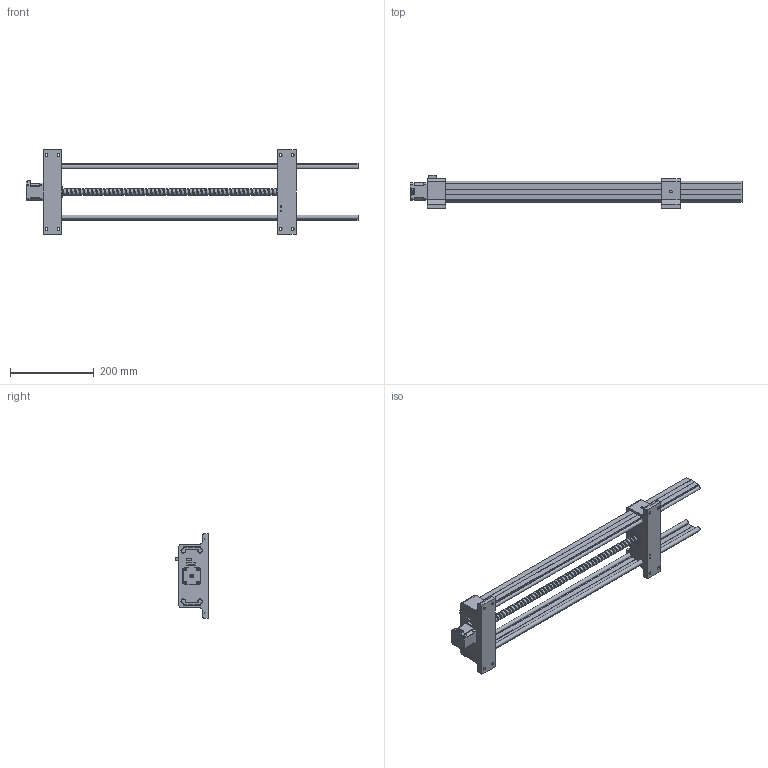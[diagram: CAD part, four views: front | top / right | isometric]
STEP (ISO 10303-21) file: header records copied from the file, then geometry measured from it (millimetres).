
FILE_DESCRIPTION(/* description */ ('','CAx-IF Rec.Pracs.---Representation and Presentation of Product Manufacturing Information (PMI)---4.0---2014-10-13'),/* implementation_level */ '2;1');
FILE_NAME(/* name */ 'X.stp',/* time_stamp */ '2022-06-02T08:29:21+02:00',/* author */ ('mikoma'),/* organization */ (''),/* preprocessor_version */ 'ST-DEVELOPER v18',/* originating_system */ 'Autodesk Inventor 2020',/* authorisation */ '');
FILE_SCHEMA (('AP242_MANAGED_MODEL_BASED_3D_ENGINEERING_MIM_LF { 1 0 10303 442 1 1 4 }'));
Length unit declared in the file: millimetre
Products named in the file (11): Y; Y_motor_mount; WS_10_40_X; Y_motor_mount_1; Nema17 Stepper Motor; Cartesian1_BallScrew; Cartesian2_BallBearing_25x37x7; Cartesian1_12_12_Clutch; X_end_floating_cup; Connector_female; Stop_sw
Assembly tree (11 placements, depth 2):
  Y
    Y_motor_mount
    WS_10_40_X  x2
    Y_motor_mount_1
    Nema17 Stepper Motor
    Cartesian1_BallScrew
    Cartesian2_BallBearing_25x37x7
    Cartesian1_12_12_Clutch
    X_end_floating_cup
    Connector_female
    Stop_sw
Bounding box: 790.5 x 78.5 x 201 mm (x, y, z)
Volume: 1528977.4 mm3; surface area: 385908.8 mm2
Topology: 11 solids, 11 shells, 649 faces, 2009 edges, 1654 vertices
Faces by surface type: plane 392, cylinder 219, cone 19, torus 17, bspline 2
Full cylindrical faces by diameter (mm): 2.5 x6, 3.5 x12, 4.5 x2, 4.8 x1, 5 x2, 5.25 x1, 5.4 x4, 6 x4, 6.5 x14, 8.5 x1, 9 x1, 9.5 x1, 9.75 x1, 11 x8, 11.5 x1, 12 x4, 16 x52, 20 x1, 22 x1, 25 x3, 28 x1, 30 x1, 33 x1, 37 x2
Entity records: 30834 total; most frequent: CARTESIAN_POINT 12616, DIRECTION 3624, ORIENTED_EDGE 3328, EDGE_CURVE 1664, AXIS2_PLACEMENT_3D 1281, VERTEX_POINT 1098, LINE 1062, VECTOR 1062
